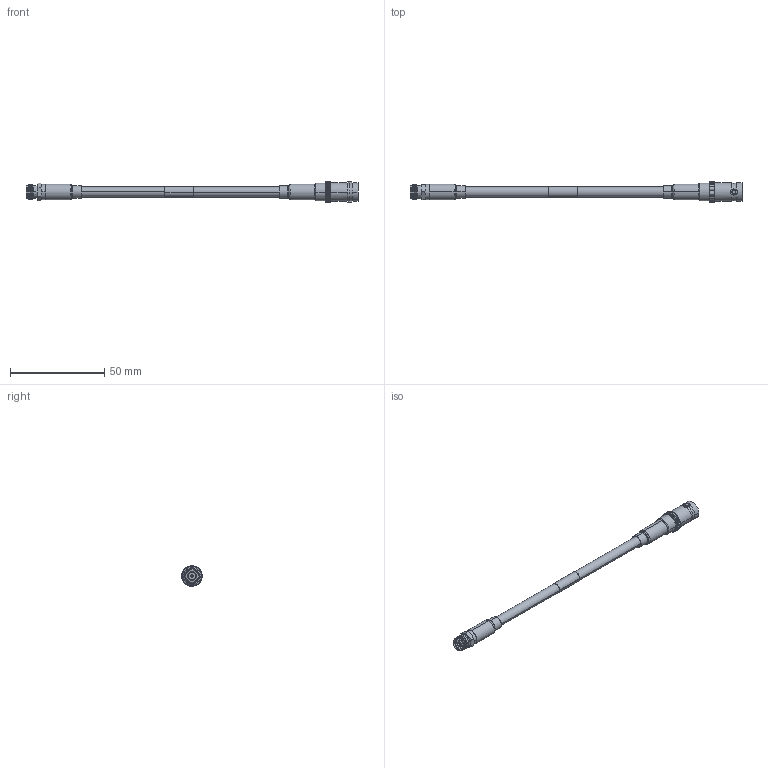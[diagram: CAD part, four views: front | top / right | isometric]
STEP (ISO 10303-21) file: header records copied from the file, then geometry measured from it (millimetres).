
FILE_DESCRIPTION (( 'STEP AP203' ), '1' );
FILE_NAME ('FMCA2703.STEP', '2022-03-09T16:58:15', ( '' ), ( '' ), 'SwSTEP 2.0', 'SolidWorks 2021', '' );
FILE_SCHEMA (( 'CONFIG_CONTROL_DESIGN' ));
Length unit declared in the file: millimetre
Products named in the file (8): PE4412-MA1; FMCN1573; PE4412-MA3; FMCA2703; FMCN1747___; PE4412-MA2; RG223_with label; CA-240-MA1_.75" Long
Assembly tree (8 placements, depth 3):
  FMCA2703
    RG223_with label
    FMCN1573
    CA-240-MA1_.75" Long  x2
    FMCN1747___
      PE4412-MA1
      PE4412-MA2
      PE4412-MA3
Bounding box: 176.4 x 10.89 x 10.9 mm (x, y, z)
Volume: 4988.7 mm3; surface area: 7982.7 mm2
Topology: 9 solids, 9 shells, 848 faces, 2028 edges, 1212 vertices
Faces by surface type: cylinder 359, bspline 320, plane 84, cone 63, torus 22
Entity records: 28892 total; most frequent: CARTESIAN_POINT 12310, ORIENTED_EDGE 3960, DIRECTION 2697, EDGE_CURVE 1980, VERTEX_POINT 1188, AXIS2_PLACEMENT_3D 1174, EDGE_LOOP 856, FACE_OUTER_BOUND 826
